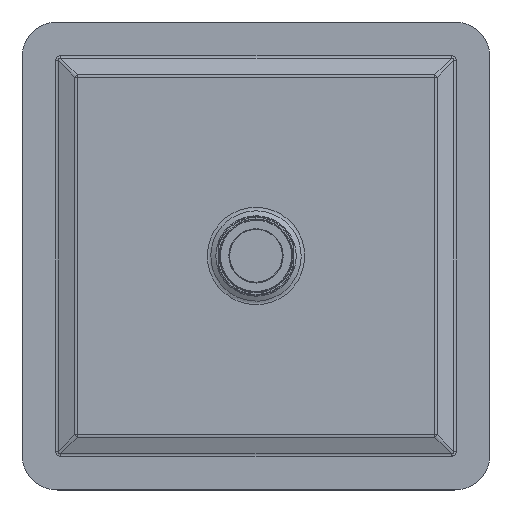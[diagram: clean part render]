
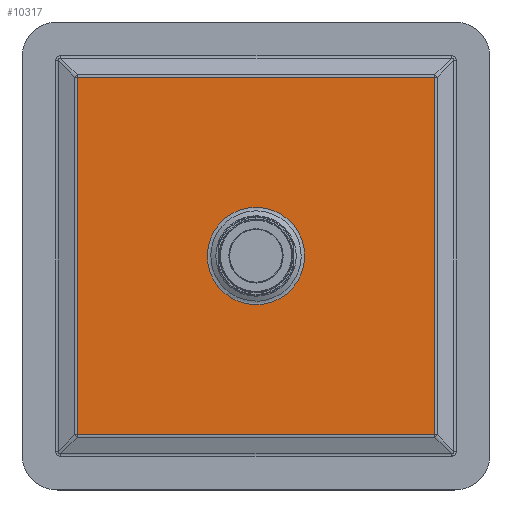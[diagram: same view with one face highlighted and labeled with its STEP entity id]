
A CAD part, top view. The second image highlights one B-rep face of the part: STEP entity #10317.
In plain terms, the highlighted face is planar.
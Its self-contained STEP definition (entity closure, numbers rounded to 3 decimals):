
#982=FACE_BOUND('',#2430,.T.);
#1529=FACE_OUTER_BOUND('',#2429,.T.);
#2429=EDGE_LOOP('',(#9144,#9145,#9146,#9147));
#2430=EDGE_LOOP('',(#9148));
#2844=LINE('',#18831,#3225);
#2846=LINE('',#18838,#3227);
#2847=LINE('',#18839,#3228);
#2848=LINE('',#18840,#3229);
#3225=VECTOR('',#15431,152.912);
#3227=VECTOR('',#15437,152.912);
#3228=VECTOR('',#15438,152.912);
#3229=VECTOR('',#15439,152.912);
#4226=CIRCLE('',#12029,20.797);
#5134=VERTEX_POINT('',#18826);
#5135=VERTEX_POINT('',#18830);
#5137=VERTEX_POINT('',#18836);
#5138=VERTEX_POINT('',#18837);
#5139=VERTEX_POINT('',#18841);
#6489=EDGE_CURVE('',#5135,#5134,#2844,.T.);
#6492=EDGE_CURVE('',#5137,#5138,#2846,.T.);
#6493=EDGE_CURVE('',#5138,#5135,#2847,.T.);
#6494=EDGE_CURVE('',#5134,#5137,#2848,.T.);
#6495=EDGE_CURVE('',#5139,#5139,#4226,.T.);
#9144=ORIENTED_EDGE('',*,*,#6492,.T.);
#9145=ORIENTED_EDGE('',*,*,#6493,.T.);
#9146=ORIENTED_EDGE('',*,*,#6489,.T.);
#9147=ORIENTED_EDGE('',*,*,#6494,.T.);
#9148=ORIENTED_EDGE('',*,*,#6495,.F.);
#9749=PLANE('',#12028);
#10317=ADVANCED_FACE('',(#1529,#982),#9749,.T.);
#12028=AXIS2_PLACEMENT_3D('',#18835,#15435,#15436);
#12029=AXIS2_PLACEMENT_3D('',#18842,#15440,#15441);
#15431=DIRECTION('',(0.,1.,0.));
#15435=DIRECTION('center_axis',(0.,0.,-1.));
#15436=DIRECTION('ref_axis',(1.,0.,0.));
#15437=DIRECTION('',(0.,-1.,0.));
#15438=DIRECTION('',(-1.,0.,0.));
#15439=DIRECTION('',(1.,0.,0.));
#15440=DIRECTION('center_axis',(0.,0.,-1.));
#15441=DIRECTION('ref_axis',(-1.,0.,0.));
#18826=CARTESIAN_POINT('',(-76.456,-70.544,-9.));
#18830=CARTESIAN_POINT('',(-76.456,-223.456,-9.));
#18831=CARTESIAN_POINT('',(-76.456,-223.456,-9.));
#18835=CARTESIAN_POINT('Origin',(0.,-147.,-9.));
#18836=CARTESIAN_POINT('',(76.456,-70.544,-9.));
#18837=CARTESIAN_POINT('',(76.456,-223.456,-9.));
#18838=CARTESIAN_POINT('',(76.456,-70.544,-9.));
#18839=CARTESIAN_POINT('',(76.456,-223.456,-9.));
#18840=CARTESIAN_POINT('',(-76.456,-70.544,-9.));
#18841=CARTESIAN_POINT('',(20.79,-146.455,-9.));
#18842=CARTESIAN_POINT('Origin',(0.,-147.,-9.));
